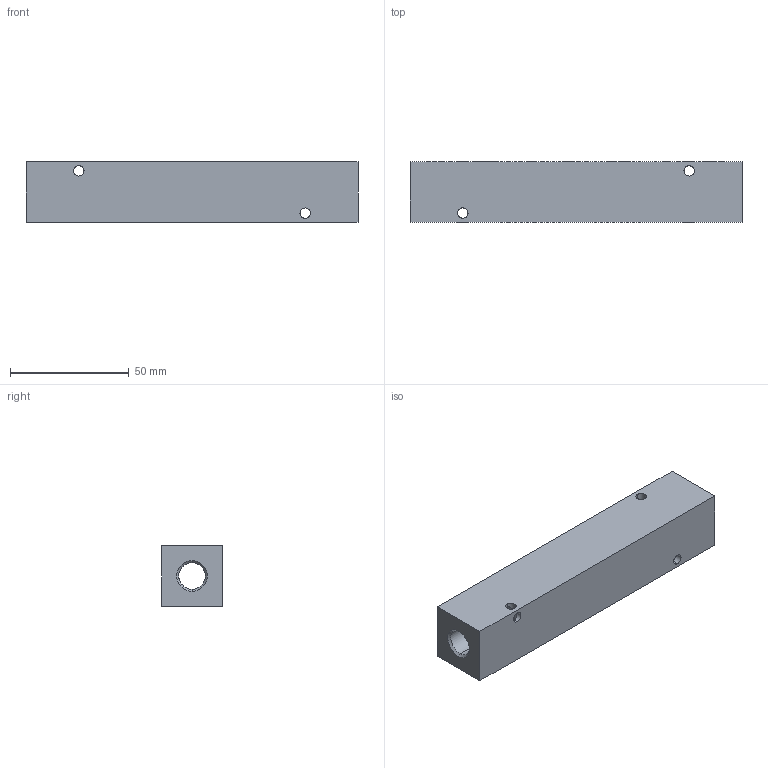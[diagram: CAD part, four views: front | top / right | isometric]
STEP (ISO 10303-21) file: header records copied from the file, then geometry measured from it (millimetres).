
FILE_DESCRIPTION (( 'STEP AP214' ), '1' );
FILE_NAME ('MRP-7CB.step', '2018-10-25T18:31:23', ( '' ), ( '' ), 'SwSTEP 2.0', 'SolidWorks 2018', '' );
FILE_SCHEMA (( 'AUTOMOTIVE_DESIGN' ));
Length unit declared in the file: inch
Products named in the file (1): MRP-7CB
Bounding box: 139.7 x 25.4 x 25.4 mm (x, y, z)
Volume: 71917.9 mm3; surface area: 21838.7 mm2
Topology: 1 solids, 1 shells, 56 faces, 144 edges, 86 vertices
Faces by surface type: cylinder 32, cone 18, plane 6
Entity records: 2280 total; most frequent: CARTESIAN_POINT 867, ORIENTED_EDGE 288, DIRECTION 280, EDGE_CURVE 144, AXIS2_PLACEMENT_3D 109, VERTEX_POINT 86, EDGE_LOOP 80, VECTOR 62
